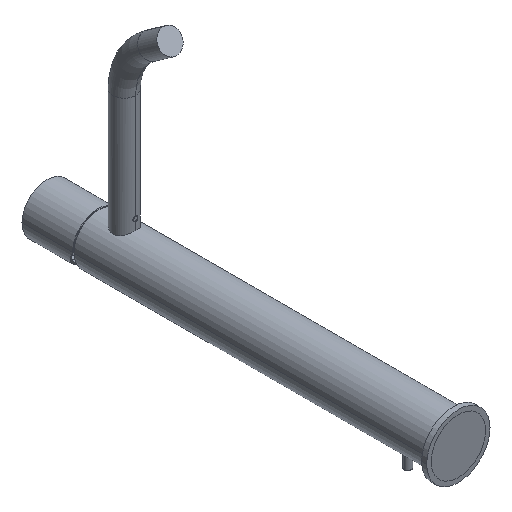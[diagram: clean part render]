
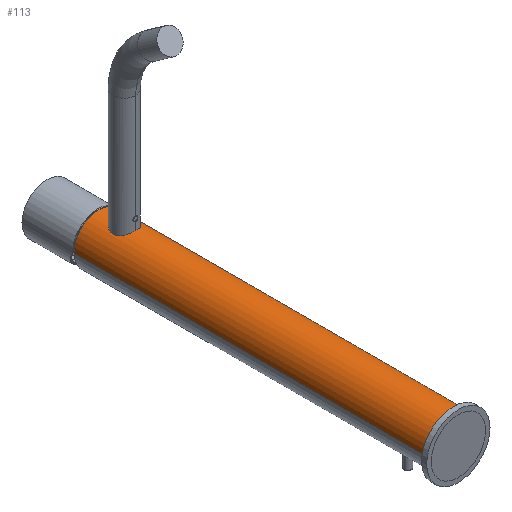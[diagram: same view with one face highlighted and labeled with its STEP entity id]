
A CAD part, isometric view. The second image highlights one B-rep face of the part: STEP entity #113.
In plain terms, the highlighted cylindrical face has radius 19.75 mm (diameter 39.5 mm), a partial arc.
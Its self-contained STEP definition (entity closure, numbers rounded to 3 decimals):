
#29=CARTESIAN_POINT('',(0.,280.,0.));
#30=DIRECTION('',(0.,1.,0.));
#31=DIRECTION('',(-1.,0.,0.));
#32=AXIS2_PLACEMENT_3D('',#29,#30,#31);
#39=DIRECTION('',(0.,1.,0.));
#40=VECTOR('',#39,280.);
#41=CARTESIAN_POINT('',(19.75,0.,0.));
#42=LINE('',#41,#40);
#43=CARTESIAN_POINT('',(0.,0.,0.));
#44=DIRECTION('',(0.,-1.,0.));
#45=DIRECTION('',(1.,0.,0.));
#46=AXIS2_PLACEMENT_3D('',#43,#44,#45);
#48=DIRECTION('',(0.,1.,0.));
#49=VECTOR('',#48,280.);
#50=CARTESIAN_POINT('',(-19.75,0.,0.));
#51=LINE('',#50,#49);
#52=CARTESIAN_POINT('',(19.75,0.,0.));
#53=CARTESIAN_POINT('',(-19.75,0.,0.));
#54=VERTEX_POINT('',#52);
#55=VERTEX_POINT('',#53);
#56=CARTESIAN_POINT('',(19.75,280.,0.));
#57=CARTESIAN_POINT('',(-19.75,280.,0.));
#58=VERTEX_POINT('',#56);
#59=VERTEX_POINT('',#57);
#101=CARTESIAN_POINT('',(0.,0.,0.));
#102=DIRECTION('',(0.,1.,0.));
#103=DIRECTION('',(1.,0.,0.));
#104=AXIS2_PLACEMENT_3D('',#101,#102,#103);
#105=CYLINDRICAL_SURFACE('',#104,19.75);
#107=ORIENTED_EDGE('',*,*,#106,.T.);
#108=ORIENTED_EDGE('',*,*,#89,.T.);
#109=ORIENTED_EDGE('',*,*,#67,.T.);
#110=ORIENTED_EDGE('',*,*,#86,.F.);
#111=EDGE_LOOP('',(#107,#108,#109,#110));
#112=FACE_OUTER_BOUND('',#111,.F.);
#113=ADVANCED_FACE('',(#112),#105,.T.);
#33=CIRCLE('',#32,19.75);
#47=CIRCLE('',#46,19.75);
#67=EDGE_CURVE('',#59,#58,#33,.T.);
#86=EDGE_CURVE('',#54,#58,#42,.T.);
#89=EDGE_CURVE('',#55,#59,#51,.T.);
#106=EDGE_CURVE('',#54,#55,#47,.T.);
